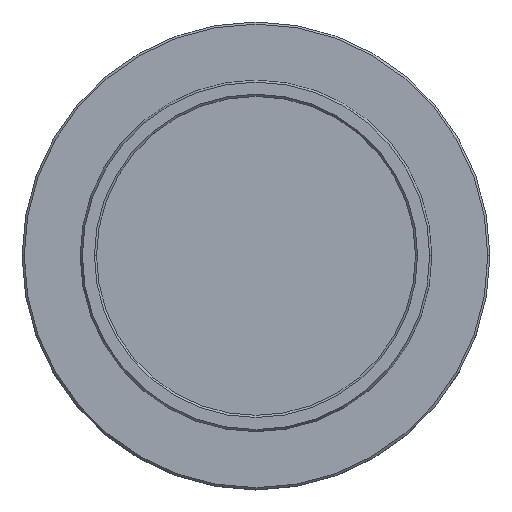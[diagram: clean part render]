
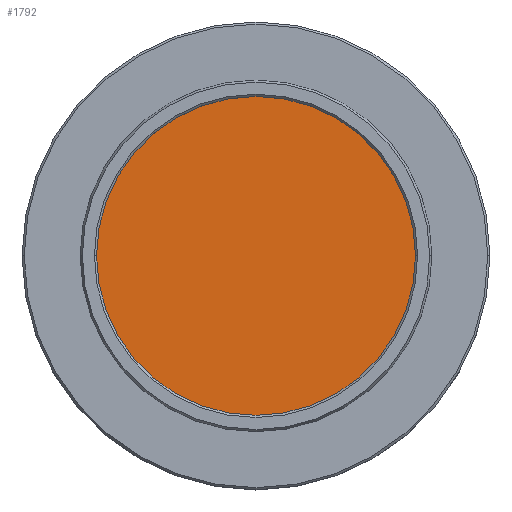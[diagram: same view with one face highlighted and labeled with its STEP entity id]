
A CAD part, top view. The second image highlights one B-rep face of the part: STEP entity #1792.
In plain terms, the highlighted planar face has unit normal (0, 0, 1).
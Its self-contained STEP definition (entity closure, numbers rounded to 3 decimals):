
#56 = CARTESIAN_POINT ( 'NONE',  ( 11.775, 22.346, 1.905 ) ) ;
#87 = AXIS2_PLACEMENT_3D ( 'NONE', #1617, #1047, #311 ) ;
#188 = EDGE_CURVE ( 'NONE', #1224, #912, #1361, .T. ) ;
#216 = CARTESIAN_POINT ( 'NONE',  ( 0., 0., 1.905 ) ) ;
#225 = FACE_OUTER_BOUND ( 'NONE', #1426, .T. ) ;
#311 = DIRECTION ( 'NONE',  ( -0.466, -0.885, 0. ) ) ;
#314 = EDGE_CURVE ( 'NONE', #912, #1224, #1782, .T. ) ;
#322 = PLANE ( 'NONE',  #87 ) ;
#413 = DIRECTION ( 'NONE',  ( 0.466, 0.885, 0. ) ) ;
#514 = AXIS2_PLACEMENT_3D ( 'NONE', #216, #973, #413 ) ;
#912 = VERTEX_POINT ( 'NONE', #56 ) ;
#973 = DIRECTION ( 'NONE',  ( 0., 0., 1. ) ) ;
#1047 = DIRECTION ( 'NONE',  ( 0., 0., -1. ) ) ;
#1141 = AXIS2_PLACEMENT_3D ( 'NONE', #1499, #1657, #1691 ) ;
#1224 = VERTEX_POINT ( 'NONE', #2223 ) ;
#1361 = CIRCLE ( 'NONE', #514, 25.259 ) ;
#1368 = ORIENTED_EDGE ( 'NONE', *, *, #314, .T. ) ;
#1426 = EDGE_LOOP ( 'NONE', ( #1368, #2176 ) ) ;
#1499 = CARTESIAN_POINT ( 'NONE',  ( 0., 0., 1.905 ) ) ;
#1617 = CARTESIAN_POINT ( 'NONE',  ( 0., 0., 1.905 ) ) ;
#1657 = DIRECTION ( 'NONE',  ( 0., 0., 1. ) ) ;
#1691 = DIRECTION ( 'NONE',  ( 0.466, 0.885, 0. ) ) ;
#1782 = CIRCLE ( 'NONE', #1141, 25.259 ) ;
#1792 = ADVANCED_FACE ( 'NONE', ( #225 ), #322, .F. ) ;
#2176 = ORIENTED_EDGE ( 'NONE', *, *, #188, .T. ) ;
#2223 = CARTESIAN_POINT ( 'NONE',  ( -11.775, -22.346, 1.905 ) ) ;
